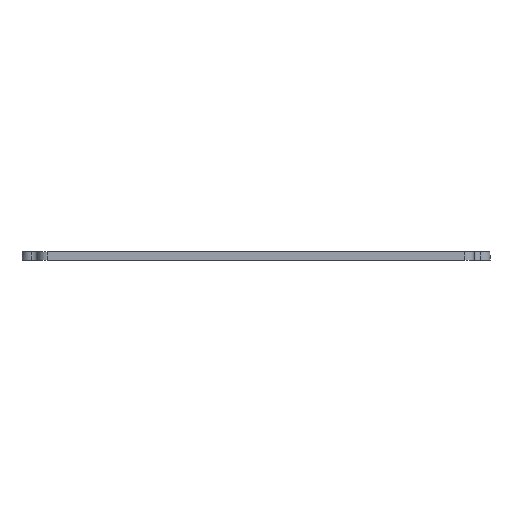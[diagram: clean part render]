
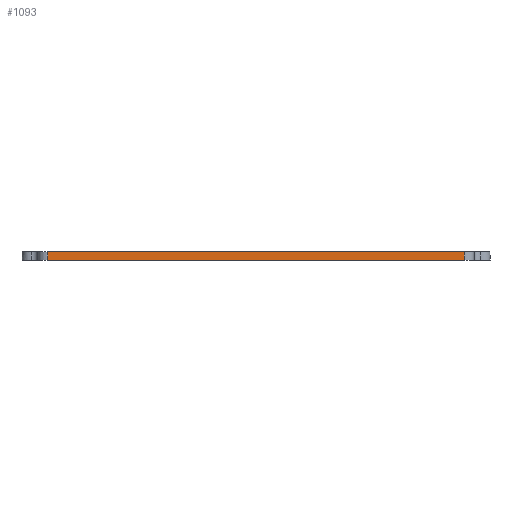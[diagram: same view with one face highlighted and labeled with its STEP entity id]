
A CAD part, front view. The second image highlights one B-rep face of the part: STEP entity #1093.
In plain terms, the highlighted planar face has unit normal (0, -1, 0).
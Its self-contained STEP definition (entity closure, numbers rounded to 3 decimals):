
#43=PLANE('',#1215);
#98=FACE_OUTER_BOUND('',#154,.T.);
#154=EDGE_LOOP('',(#996,#997,#998,#999));
#197=LINE('',#1678,#306);
#206=LINE('',#1707,#315);
#252=LINE('',#1832,#361);
#254=LINE('',#1836,#363);
#306=VECTOR('',#1340,10.);
#315=VECTOR('',#1365,10.);
#361=VECTOR('',#1483,10.);
#363=VECTOR('',#1489,10.);
#480=VERTEX_POINT('',#1675);
#481=VERTEX_POINT('',#1677);
#492=VERTEX_POINT('',#1704);
#493=VERTEX_POINT('',#1706);
#600=EDGE_CURVE('',#480,#481,#197,.T.);
#615=EDGE_CURVE('',#493,#492,#206,.T.);
#681=EDGE_CURVE('',#481,#492,#252,.T.);
#683=EDGE_CURVE('',#493,#480,#254,.T.);
#996=ORIENTED_EDGE('',*,*,#681,.F.);
#997=ORIENTED_EDGE('',*,*,#600,.F.);
#998=ORIENTED_EDGE('',*,*,#683,.F.);
#999=ORIENTED_EDGE('',*,*,#615,.T.);
#1093=ADVANCED_FACE('',(#98),#43,.T.);
#1215=AXIS2_PLACEMENT_3D('',#1866,#1535,#1536);
#1340=DIRECTION('',(1.,0.,0.));
#1365=DIRECTION('',(1.,0.,0.));
#1483=DIRECTION('',(0.,0.,-1.));
#1489=DIRECTION('',(0.,0.,1.));
#1535=DIRECTION('center_axis',(0.,-1.,0.));
#1536=DIRECTION('ref_axis',(1.,0.,0.));
#1675=CARTESIAN_POINT('',(20.,0.,6.35));
#1677=CARTESIAN_POINT('',(346.,0.,6.35));
#1678=CARTESIAN_POINT('',(0.,0.,6.35));
#1704=CARTESIAN_POINT('',(346.,0.,0.));
#1706=CARTESIAN_POINT('',(20.,0.,0.));
#1707=CARTESIAN_POINT('',(0.,0.,0.));
#1832=CARTESIAN_POINT('',(346.,0.,0.));
#1836=CARTESIAN_POINT('',(20.,0.,0.));
#1866=CARTESIAN_POINT('Origin',(12.5,0.,0.));
